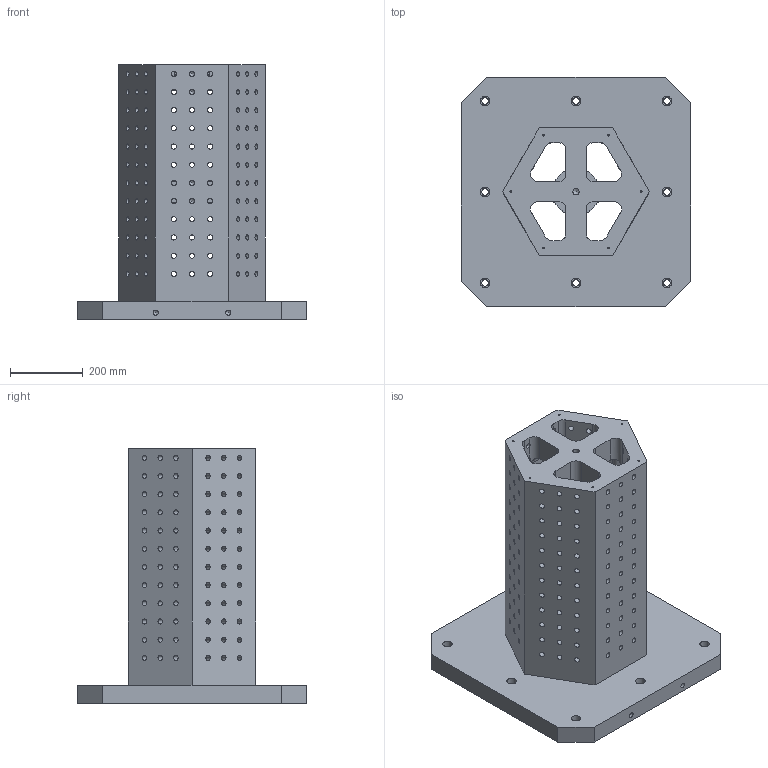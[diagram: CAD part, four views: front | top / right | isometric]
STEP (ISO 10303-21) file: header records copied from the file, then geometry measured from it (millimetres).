
FILE_DESCRIPTION( ( 'Unknown' ), '1' );
FILE_NAME( 'BP32-630630-0700-16.stp', 'Unknown', ( 'S.C.H' ), ( 'Unknown' ), 'XStep 1.0', 'Unknown', ' ' );
FILE_SCHEMA( ( 'CONFIG_CONTROL_DESIGN' ) );
Length unit declared in the file: millimetre
Products named in the file (1): 1
Bounding box: 630 x 630 x 700 mm (x, y, z)
Volume: 48075900.5 mm3; surface area: 2804139.2 mm2
Topology: 1 solids, 1 shells, 431 faces, 1458 edges, 1004 vertices
Faces by surface type: cylinder 314, plane 59, cone 50, sphere 8
Full cylindrical faces by diameter (mm): 5 x6, 14 x219, 17.5 x1, 18 x8, 26 x8
Entity records: 13836 total; most frequent: CARTESIAN_POINT 2540, DIRECTION 2382, ORIENTED_EDGE 1812, EDGE_LOOP 1110, AXIS2_PLACEMENT_3D 1060, EDGE_CURVE 906, VERTEX_POINT 770, FACE_OUTER_BOUND 673
